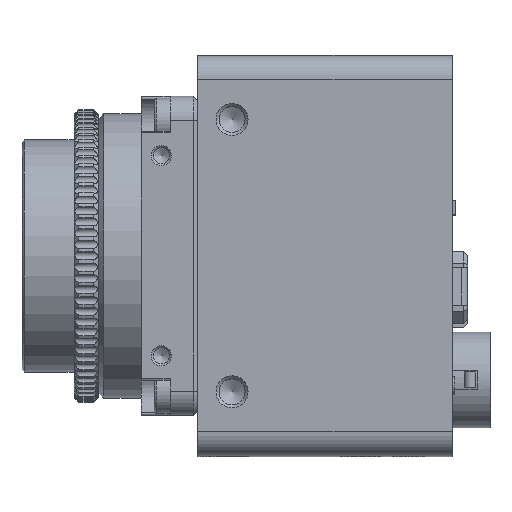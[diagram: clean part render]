
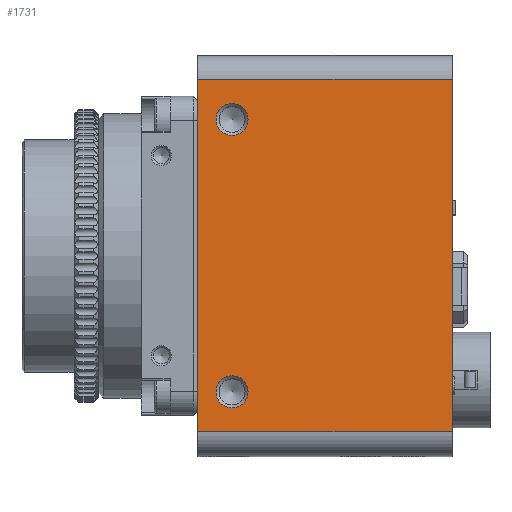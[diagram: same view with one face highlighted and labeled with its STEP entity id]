
A CAD part, top view. The second image highlights one B-rep face of the part: STEP entity #1731.
In plain terms, the highlighted planar face has unit normal (0, 0, 1).
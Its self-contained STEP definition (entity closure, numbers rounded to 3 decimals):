
#1731 = ADVANCED_FACE( '', ( #3906, #3907, #3908 ), #3909, .F. );
#3906 = FACE_BOUND( '', #6504, .T. );
#3907 = FACE_BOUND( '', #6505, .T. );
#3908 = FACE_OUTER_BOUND( '', #6506, .T. );
#3909 = PLANE( '', #6507 );
#6504 = EDGE_LOOP( '', ( #11408 ) );
#6505 = EDGE_LOOP( '', ( #11409 ) );
#6506 = EDGE_LOOP( '', ( #11410, #11411, #11412, #11413 ) );
#6507 = AXIS2_PLACEMENT_3D( '', #11414, #11415, #11416 );
#11408 = ORIENTED_EDGE( '', *, *, #15064, .T. );
#11409 = ORIENTED_EDGE( '', *, *, #16311, .T. );
#11410 = ORIENTED_EDGE( '', *, *, #14984, .T. );
#11411 = ORIENTED_EDGE( '', *, *, #15001, .F. );
#11412 = ORIENTED_EDGE( '', *, *, #16312, .F. );
#11413 = ORIENTED_EDGE( '', *, *, #15539, .T. );
#11414 = CARTESIAN_POINT( '', ( 31.8, 22., 25. ) );
#11415 = DIRECTION( '', ( 0., 0., -1. ) );
#11416 = DIRECTION( '', ( -1., 0., 0. ) );
#14984 = EDGE_CURVE( '', #18014, #18015, #18016, .T. );
#15001 = EDGE_CURVE( '', #18040, #18015, #18042, .T. );
#15064 = EDGE_CURVE( '', #18145, #18145, #18146, .T. );
#15539 = EDGE_CURVE( '', #18941, #18014, #18942, .T. );
#16311 = EDGE_CURVE( '', #20040, #20040, #20041, .T. );
#16312 = EDGE_CURVE( '', #18941, #18040, #20042, .T. );
#18014 = VERTEX_POINT( '', #22641 );
#18015 = VERTEX_POINT( '', #22642 );
#18016 = LINE( '', #22643, #22644 );
#18040 = VERTEX_POINT( '', #22670 );
#18042 = LINE( '', #22672, #22673 );
#18145 = VERTEX_POINT( '', #22950 );
#18146 = CIRCLE( '', #22951, 2. );
#18941 = VERTEX_POINT( '', #24984 );
#18942 = LINE( '', #24985, #24986 );
#20040 = VERTEX_POINT( '', #26905 );
#20041 = CIRCLE( '', #26906, 2. );
#20042 = LINE( '', #26907, #26908 );
#22641 = CARTESIAN_POINT( '', ( 0., 22., 25. ) );
#22642 = CARTESIAN_POINT( '', ( 0., -22., 25. ) );
#22643 = CARTESIAN_POINT( '', ( 0., 22., 25. ) );
#22644 = VECTOR( '', #28983, 1000. );
#22670 = CARTESIAN_POINT( '', ( 31.8, -22., 25. ) );
#22672 = CARTESIAN_POINT( '', ( 31.8, -22., 25. ) );
#22673 = VECTOR( '', #29022, 1000. );
#22950 = CARTESIAN_POINT( '', ( 2.3, -17., 25. ) );
#22951 = AXIS2_PLACEMENT_3D( '', #29080, #29081, #29082 );
#24984 = CARTESIAN_POINT( '', ( 31.8, 22., 25. ) );
#24985 = CARTESIAN_POINT( '', ( 31.8, 22., 25. ) );
#24986 = VECTOR( '', #29691, 1000. );
#26905 = CARTESIAN_POINT( '', ( 2.3, 17., 25. ) );
#26906 = AXIS2_PLACEMENT_3D( '', #30460, #30461, #30462 );
#26907 = CARTESIAN_POINT( '', ( 31.8, 22., 25. ) );
#26908 = VECTOR( '', #30463, 1000. );
#28983 = DIRECTION( '', ( 0., -1., 0. ) );
#29022 = DIRECTION( '', ( -1., 0., 0. ) );
#29080 = CARTESIAN_POINT( '', ( 4.3, -17., 25. ) );
#29081 = DIRECTION( '', ( 0., 0., -1. ) );
#29082 = DIRECTION( '', ( -1., 0., 0. ) );
#29691 = DIRECTION( '', ( -1., 0., 0. ) );
#30460 = CARTESIAN_POINT( '', ( 4.3, 17., 25. ) );
#30461 = DIRECTION( '', ( 0., 0., -1. ) );
#30462 = DIRECTION( '', ( -1., 0., 0. ) );
#30463 = DIRECTION( '', ( 0., -1., 0. ) );
